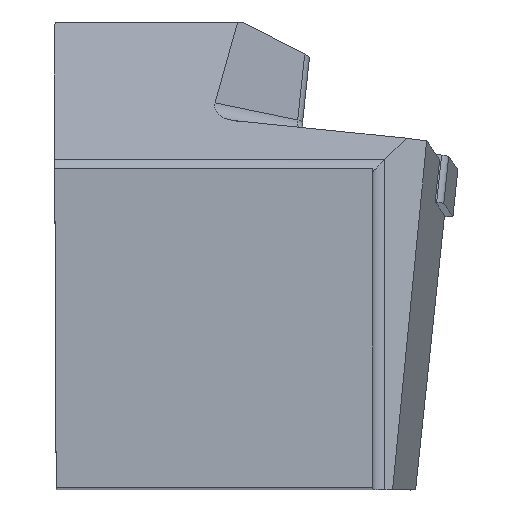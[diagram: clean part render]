
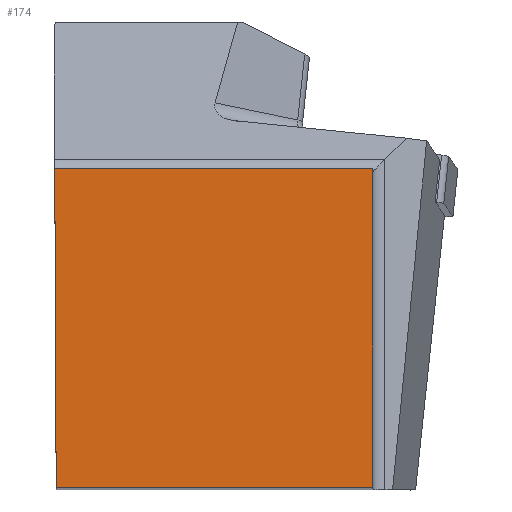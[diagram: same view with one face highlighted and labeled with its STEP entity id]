
A CAD part, top view. The second image highlights one B-rep face of the part: STEP entity #174.
In plain terms, the highlighted planar face has unit normal (0, 0, 1).
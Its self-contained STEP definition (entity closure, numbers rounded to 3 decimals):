
#133=FACE_OUTER_BOUND('',#411,.T.);
#174=ADVANCED_FACE('SHANK_FACE_BACK',(#133),#212,.F.);
#212=PLANE('',#948);
#267=LINE('',#1415,#344);
#272=LINE('',#1428,#349);
#280=LINE('',#1445,#357);
#281=LINE('',#1447,#358);
#344=VECTOR('',#1100,1.);
#349=VECTOR('',#1111,1.);
#357=VECTOR('',#1127,1.);
#358=VECTOR('',#1128,1.);
#411=EDGE_LOOP('',(#549,#550,#551,#552));
#549=ORIENTED_EDGE('',*,*,#774,.F.);
#550=ORIENTED_EDGE('',*,*,#781,.T.);
#551=ORIENTED_EDGE('',*,*,#790,.T.);
#552=ORIENTED_EDGE('',*,*,#791,.F.);
#691=VERTEX_POINT('',#1414);
#692=VERTEX_POINT('',#1416);
#696=VERTEX_POINT('',#1427);
#702=VERTEX_POINT('',#1446);
#774=EDGE_CURVE('',#691,#692,#267,.T.);
#781=EDGE_CURVE('',#691,#696,#272,.T.);
#790=EDGE_CURVE('',#696,#702,#280,.T.);
#791=EDGE_CURVE('',#692,#702,#281,.T.);
#948=AXIS2_PLACEMENT_3D('',#1448,#1129,#1130);
#1100=DIRECTION('',(-0.004,1.,0.));
#1111=DIRECTION('',(1.,0.,0.));
#1127=DIRECTION('',(0.,1.,0.));
#1128=DIRECTION('',(1.,0.,0.));
#1129=DIRECTION('',(0.,0.,-1.));
#1130=DIRECTION('',(-0.995,0.105,0.));
#1414=CARTESIAN_POINT('',(0.139,0.,0.));
#1415=CARTESIAN_POINT('',(0.973,-191.232,0.));
#1416=CARTESIAN_POINT('',(0.,31.85,0.));
#1427=CARTESIAN_POINT('',(31.85,0.,0.));
#1428=CARTESIAN_POINT('',(-7.092,0.,0.));
#1445=CARTESIAN_POINT('',(31.85,-7.092,0.));
#1446=CARTESIAN_POINT('',(31.85,31.85,0.));
#1447=CARTESIAN_POINT('',(-7.092,31.85,0.));
#1448=CARTESIAN_POINT('',(0.,0.,0.));
